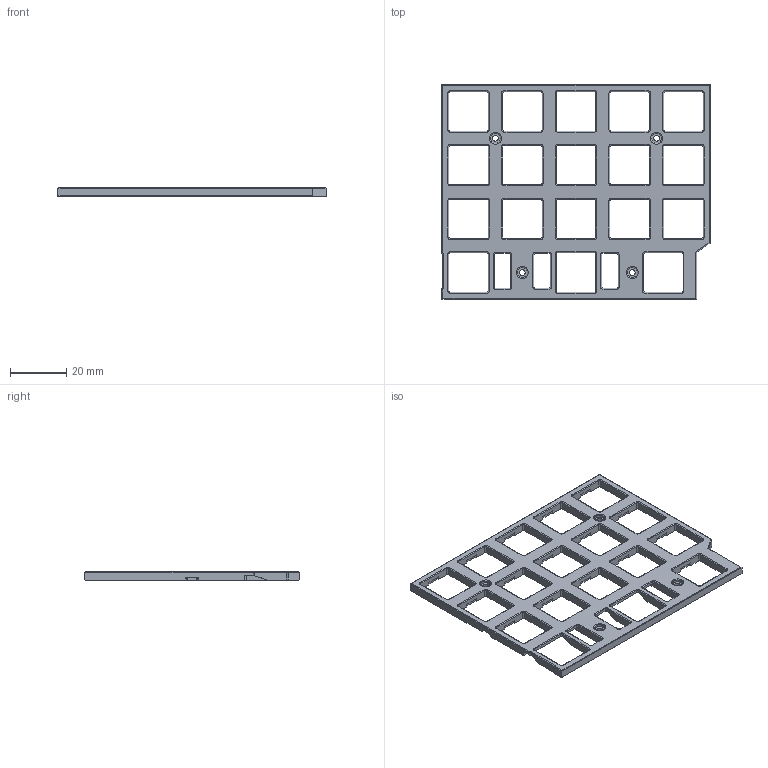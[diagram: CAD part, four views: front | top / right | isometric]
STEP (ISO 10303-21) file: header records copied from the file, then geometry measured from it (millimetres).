
FILE_DESCRIPTION(/* description */ ('STEP AP242','CAx-IF Rec.Pracs.---Representation and Presentation of Product Manufacturing Information (PMI)---4.0---2014-10-13','CAx-IF Rec.Pracs.---3D Tessellated Geometry---0.4---2014-09-14','2;1'),/* implementation_level */ '2;1');
FILE_NAME(/* name */ '659fa9e1ab4d6a061adb0967',/* time_stamp */ '2024-01-11T08:42:10Z',/* author */ (''),/* organization */ (''),/* preprocessor_version */ 'ST-DEVELOPER v19.4',/* originating_system */ ' ',/* authorisation */ ' ');
FILE_SCHEMA (('AP242_MANAGED_MODEL_BASED_3D_ENGINEERING_MIM_LF { 1 0 10303 442 1 1 4 }'));
Length unit declared in the file: metre
Products named in the file (1): PlateC
Bounding box: 95.05 x 76.23 x 3 mm (x, y, z)
Volume: 9657.2 mm3; surface area: 11036.6 mm2
Topology: 1 solids, 1 shells, 564 faces, 1495 edges, 933 vertices
Faces by surface type: plane 377, cylinder 97, cone 90
Full cylindrical faces by diameter (mm): 2 x4, 3.6 x4
Entity records: 17167 total; most frequent: CARTESIAN_POINT 2979, ORIENTED_EDGE 2958, DIRECTION 2895, EDGE_CURVE 1479, LINE 1189, VECTOR 1189, VERTEX_POINT 929, AXIS2_PLACEMENT_3D 853
